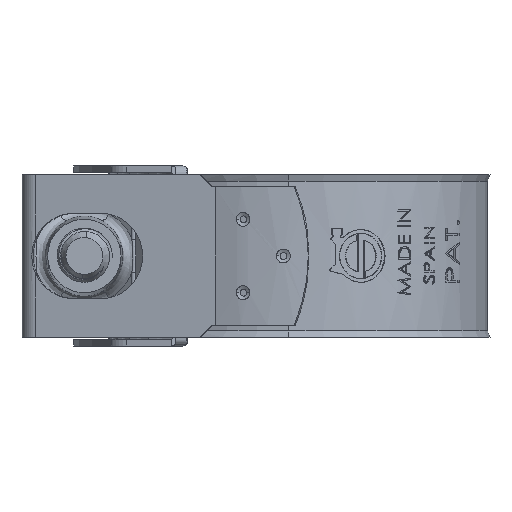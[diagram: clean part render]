
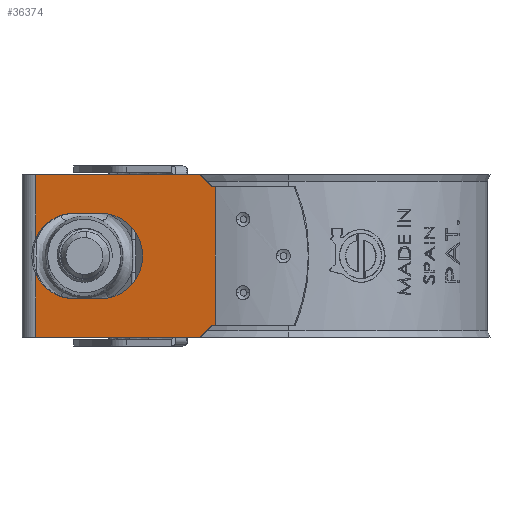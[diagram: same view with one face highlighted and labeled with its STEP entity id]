
A CAD part, left-side view. The second image highlights one B-rep face of the part: STEP entity #36374.
In plain terms, the highlighted planar face has unit normal (-0.986, 0.169, 0).
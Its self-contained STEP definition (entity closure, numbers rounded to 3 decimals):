
#76 = AXIS2_PLACEMENT_3D ( 'NONE', #15174, #15177, #15178 ) ;
#5167 = EDGE_CURVE ( 'NONE', #29449, #29450, #56898, .T. ) ;
#5913 = EDGE_CURVE ( 'NONE', #29775, #29776, #18769, .T. ) ;
#5948 = EDGE_CURVE ( 'NONE', #29774, #29769, #18790, .T. ) ;
#5951 = EDGE_CURVE ( 'NONE', #29450, #29774, #18771, .T. ) ;
#5953 = EDGE_CURVE ( 'NONE', #29773, #29449, #18792, .T. ) ;
#5955 = EDGE_CURVE ( 'NONE', #29783, #29773, #18788, .T. ) ;
#5958 = EDGE_CURVE ( 'NONE', #29782, #29783, #18797, .T. ) ;
#5960 = EDGE_CURVE ( 'NONE', #29779, #29782, #18803, .T. ) ;
#5962 = EDGE_CURVE ( 'NONE', #29779, #29787, #18799, .T. ) ;
#5965 = EDGE_CURVE ( 'NONE', #29787, #29788, #18810, .T. ) ;
#5967 = EDGE_CURVE ( 'NONE', #29788, #29775, #18814, .T. ) ;
#5969 = EDGE_CURVE ( 'NONE', #29776, #29785, #18818, .T. ) ;
#5972 = EDGE_CURVE ( 'NONE', #29785, #29790, #18823, .T. ) ;
#5974 = EDGE_CURVE ( 'NONE', #29786, #29790, #18827, .T. ) ;
#5976 = EDGE_CURVE ( 'NONE', #29769, #29786, #18831, .T. ) ;
#13312 = CARTESIAN_POINT ( 'NONE',  ( -21.335, 23.114, -10. ) ) ;
#13314 = DIRECTION ( 'NONE',  ( -0.986, 0.169, 0. ) ) ;
#13316 = DIRECTION ( 'NONE',  ( -0.169, -0.986, 0. ) ) ;
#15174 = CARTESIAN_POINT ( 'NONE',  ( -19.971, 31.076, -20. ) ) ;
#15176 = PLANE ( 'NONE',  #76 ) ;
#15177 = DIRECTION ( 'NONE',  ( -0.986, 0.169, 0. ) ) ;
#15178 = DIRECTION ( 'NONE',  ( -0.169, -0.986, 0. ) ) ;
#18769 = LINE ( 'NONE', #20970, #18777 ) ;
#18771 = LINE ( 'NONE', #21115, #18795 ) ;
#18777 = VECTOR ( 'NONE', #20969, 1000. ) ;
#18788 = LINE ( 'NONE', #21120, #18801 ) ;
#18790 = CIRCLE ( 'NONE', #58279, 5.25 ) ;
#18792 = CIRCLE ( 'NONE', #58281, 5.25 ) ;
#18795 = VECTOR ( 'NONE', #21101, 1000. ) ;
#18797 = CIRCLE ( 'NONE', #58283, 5.25 ) ;
#18799 = LINE ( 'NONE', #21126, #18812 ) ;
#18801 = VECTOR ( 'NONE', #21114, 1000. ) ;
#18803 = LINE ( 'NONE', #21124, #18808 ) ;
#18808 = VECTOR ( 'NONE', #21119, 1000. ) ;
#18810 = LINE ( 'NONE', #21132, #18816 ) ;
#18812 = VECTOR ( 'NONE', #21131, 1000. ) ;
#18814 = LINE ( 'NONE', #21134, #18821 ) ;
#18816 = VECTOR ( 'NONE', #21133, 1000. ) ;
#18818 = LINE ( 'NONE', #21136, #18825 ) ;
#18821 = VECTOR ( 'NONE', #21135, 1000. ) ;
#18823 = LINE ( 'NONE', #21138, #18829 ) ;
#18825 = VECTOR ( 'NONE', #21137, 1000. ) ;
#18827 = LINE ( 'NONE', #21140, #18834 ) ;
#18829 = VECTOR ( 'NONE', #21139, 1000. ) ;
#18831 = LINE ( 'NONE', #21142, #18838 ) ;
#18834 = VECTOR ( 'NONE', #21141, 1000. ) ;
#18838 = VECTOR ( 'NONE', #21143, 1000. ) ;
#19613 = FACE_OUTER_BOUND ( 'NONE', #30282, .T. ) ;
#20969 = DIRECTION ( 'NONE',  ( 0., 0., 1. ) ) ;
#20970 = CARTESIAN_POINT ( 'NONE',  ( -23.75, 9.005, -20. ) ) ;
#21101 = DIRECTION ( 'NONE',  ( 0.169, 0.986, 0. ) ) ;
#21114 = DIRECTION ( 'NONE',  ( -0.169, -0.986, 0. ) ) ;
#21115 = CARTESIAN_POINT ( 'NONE',  ( -21.335, 23.114, -4.75 ) ) ;
#21116 = CARTESIAN_POINT ( 'NONE',  ( -20.778, 26.366, -10. ) ) ;
#21117 = DIRECTION ( 'NONE',  ( -0.986, 0.169, 0. ) ) ;
#21118 = DIRECTION ( 'NONE',  ( -0.169, -0.986, 0. ) ) ;
#21119 = DIRECTION ( 'NONE',  ( 0., 0., 1. ) ) ;
#21120 = CARTESIAN_POINT ( 'NONE',  ( -21.335, 23.114, -15.25 ) ) ;
#21121 = CARTESIAN_POINT ( 'NONE',  ( -21.335, 23.114, -10. ) ) ;
#21122 = DIRECTION ( 'NONE',  ( -0.986, 0.169, 0. ) ) ;
#21123 = DIRECTION ( 'NONE',  ( -0.169, -0.986, 0. ) ) ;
#21124 = CARTESIAN_POINT ( 'NONE',  ( -19.971, 31.076, -20. ) ) ;
#21126 = CARTESIAN_POINT ( 'NONE',  ( -19.971, 31.076, -20. ) ) ;
#21127 = CARTESIAN_POINT ( 'NONE',  ( -20.778, 26.366, -10. ) ) ;
#21128 = DIRECTION ( 'NONE',  ( -0.986, 0.169, 0. ) ) ;
#21129 = DIRECTION ( 'NONE',  ( -0.169, -0.986, 0. ) ) ;
#21131 = DIRECTION ( 'NONE',  ( -0.169, -0.986, 0. ) ) ;
#21132 = CARTESIAN_POINT ( 'NONE',  ( -23.253, 11.907, -20.942 ) ) ;
#21133 = DIRECTION ( 'NONE',  ( -0.119, -0.697, 0.707 ) ) ;
#21134 = CARTESIAN_POINT ( 'NONE',  ( -23.347, 11.358, -18.5 ) ) ;
#21135 = DIRECTION ( 'NONE',  ( -0.169, -0.986, 0. ) ) ;
#21136 = CARTESIAN_POINT ( 'NONE',  ( -23.347, 11.358, -1.5 ) ) ;
#21137 = DIRECTION ( 'NONE',  ( 0.169, 0.986, 0. ) ) ;
#21138 = CARTESIAN_POINT ( 'NONE',  ( -23.253, 11.907, 0.942 ) ) ;
#21139 = DIRECTION ( 'NONE',  ( 0.119, 0.697, 0.707 ) ) ;
#21140 = CARTESIAN_POINT ( 'NONE',  ( -19.971, 31.076, 0. ) ) ;
#21141 = DIRECTION ( 'NONE',  ( -0.169, -0.986, 0. ) ) ;
#21142 = CARTESIAN_POINT ( 'NONE',  ( -19.971, 31.076, -20. ) ) ;
#21143 = DIRECTION ( 'NONE',  ( 0., 0., 1. ) ) ;
#21997 = CARTESIAN_POINT ( 'NONE',  ( -22.221, 17.939, -10. ) ) ;
#21998 = CARTESIAN_POINT ( 'NONE',  ( -21.335, 23.114, -4.75 ) ) ;
#22317 = CARTESIAN_POINT ( 'NONE',  ( -19.971, 31.076, -7.826 ) ) ;
#22321 = CARTESIAN_POINT ( 'NONE',  ( -21.335, 23.114, -15.25 ) ) ;
#22322 = CARTESIAN_POINT ( 'NONE',  ( -20.778, 26.366, -4.75 ) ) ;
#22323 = CARTESIAN_POINT ( 'NONE',  ( -23.75, 9.005, -18.5 ) ) ;
#22324 = CARTESIAN_POINT ( 'NONE',  ( -23.75, 9.005, -1.5 ) ) ;
#22327 = CARTESIAN_POINT ( 'NONE',  ( -19.971, 31.076, -20. ) ) ;
#22330 = CARTESIAN_POINT ( 'NONE',  ( -19.971, 31.076, -12.174 ) ) ;
#22331 = CARTESIAN_POINT ( 'NONE',  ( -20.778, 26.366, -15.25 ) ) ;
#22333 = CARTESIAN_POINT ( 'NONE',  ( -23.666, 9.499, -1.5 ) ) ;
#22334 = CARTESIAN_POINT ( 'NONE',  ( -19.971, 31.076, 0. ) ) ;
#22335 = CARTESIAN_POINT ( 'NONE',  ( -23.412, 10.978, -20. ) ) ;
#22336 = CARTESIAN_POINT ( 'NONE',  ( -23.666, 9.499, -18.5 ) ) ;
#22338 = CARTESIAN_POINT ( 'NONE',  ( -23.412, 10.978, 0. ) ) ;
#28436 = ORIENTED_EDGE ( 'NONE', *, *, #5948, .F. ) ;
#28437 = ORIENTED_EDGE ( 'NONE', *, *, #5951, .F. ) ;
#28438 = ORIENTED_EDGE ( 'NONE', *, *, #5167, .F. ) ;
#28439 = ORIENTED_EDGE ( 'NONE', *, *, #5953, .F. ) ;
#28440 = ORIENTED_EDGE ( 'NONE', *, *, #5955, .F. ) ;
#28441 = ORIENTED_EDGE ( 'NONE', *, *, #5958, .F. ) ;
#28442 = ORIENTED_EDGE ( 'NONE', *, *, #5960, .F. ) ;
#28443 = ORIENTED_EDGE ( 'NONE', *, *, #5962, .T. ) ;
#28444 = ORIENTED_EDGE ( 'NONE', *, *, #5965, .T. ) ;
#28445 = ORIENTED_EDGE ( 'NONE', *, *, #5967, .T. ) ;
#28446 = ORIENTED_EDGE ( 'NONE', *, *, #5913, .T. ) ;
#28447 = ORIENTED_EDGE ( 'NONE', *, *, #5969, .T. ) ;
#28448 = ORIENTED_EDGE ( 'NONE', *, *, #5972, .T. ) ;
#28449 = ORIENTED_EDGE ( 'NONE', *, *, #5974, .F. ) ;
#28450 = ORIENTED_EDGE ( 'NONE', *, *, #5976, .F. ) ;
#29449 = VERTEX_POINT ( 'NONE', #21997 ) ;
#29450 = VERTEX_POINT ( 'NONE', #21998 ) ;
#29769 = VERTEX_POINT ( 'NONE', #22317 ) ;
#29773 = VERTEX_POINT ( 'NONE', #22321 ) ;
#29774 = VERTEX_POINT ( 'NONE', #22322 ) ;
#29775 = VERTEX_POINT ( 'NONE', #22323 ) ;
#29776 = VERTEX_POINT ( 'NONE', #22324 ) ;
#29779 = VERTEX_POINT ( 'NONE', #22327 ) ;
#29782 = VERTEX_POINT ( 'NONE', #22330 ) ;
#29783 = VERTEX_POINT ( 'NONE', #22331 ) ;
#29785 = VERTEX_POINT ( 'NONE', #22333 ) ;
#29786 = VERTEX_POINT ( 'NONE', #22334 ) ;
#29787 = VERTEX_POINT ( 'NONE', #22335 ) ;
#29788 = VERTEX_POINT ( 'NONE', #22336 ) ;
#29790 = VERTEX_POINT ( 'NONE', #22338 ) ;
#30282 = EDGE_LOOP ( 'NONE', ( #28436, #28437, #28438, #28439, #28440, #28441, #28442, #28443, #28444, #28445, #28446, #28447, #28448, #28449, #28450 ) ) ;
#36374 = ADVANCED_FACE ( 'NONE', ( #19613 ), #15176, .T. ) ;
#56898 = CIRCLE ( 'NONE', #58116, 5.25 ) ;
#58116 = AXIS2_PLACEMENT_3D ( 'NONE', #13312, #13314, #13316 ) ;
#58279 = AXIS2_PLACEMENT_3D ( 'NONE', #21116, #21117, #21118 ) ;
#58281 = AXIS2_PLACEMENT_3D ( 'NONE', #21121, #21122, #21123 ) ;
#58283 = AXIS2_PLACEMENT_3D ( 'NONE', #21127, #21128, #21129 ) ;
